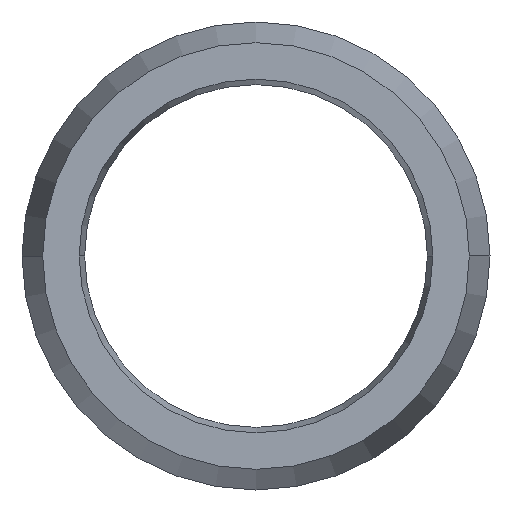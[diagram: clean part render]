
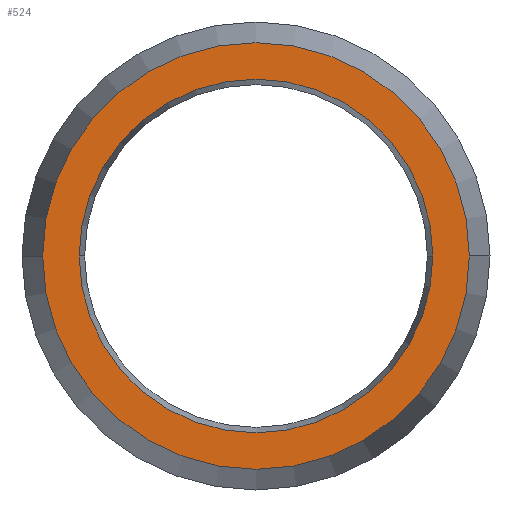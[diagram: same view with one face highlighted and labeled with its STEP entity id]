
A CAD part, left-side view. The second image highlights one B-rep face of the part: STEP entity #524.
In plain terms, the highlighted planar face has unit normal (-1, 0, 0).
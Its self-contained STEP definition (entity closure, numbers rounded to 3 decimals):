
#24 = ORIENTED_EDGE ( 'NONE', *, *, #254, .T. ) ;
#43 = CARTESIAN_POINT ( 'NONE',  ( -93.547, 0., 0. ) ) ;
#51 = AXIS2_PLACEMENT_3D ( 'NONE', #640, #770, #80 ) ;
#74 = AXIS2_PLACEMENT_3D ( 'NONE', #471, #669, #168 ) ;
#75 = FACE_BOUND ( 'NONE', #573, .T. ) ;
#80 = DIRECTION ( 'NONE',  ( 0., -1., 0. ) ) ;
#81 = CARTESIAN_POINT ( 'NONE',  ( -93.547, -32.5, 0. ) ) ;
#123 = VERTEX_POINT ( 'NONE', #717 ) ;
#151 = CARTESIAN_POINT ( 'NONE',  ( -93.547, -39.196, 0. ) ) ;
#168 = DIRECTION ( 'NONE',  ( 0., -1., 0. ) ) ;
#169 = DIRECTION ( 'NONE',  ( -1., 0., 0. ) ) ;
#176 = VERTEX_POINT ( 'NONE', #81 ) ;
#219 = CIRCLE ( 'NONE', #740, 39.196 ) ;
#225 = EDGE_CURVE ( 'NONE', #176, #123, #792, .T. ) ;
#249 = ORIENTED_EDGE ( 'NONE', *, *, #378, .T. ) ;
#254 = EDGE_CURVE ( 'NONE', #763, #300, #324, .T. ) ;
#258 = EDGE_CURVE ( 'NONE', #123, #176, #574, .T. ) ;
#263 = EDGE_LOOP ( 'NONE', ( #249, #24 ) ) ;
#289 = DIRECTION ( 'NONE',  ( -1., 0., 0. ) ) ;
#300 = VERTEX_POINT ( 'NONE', #804 ) ;
#324 = CIRCLE ( 'NONE', #650, 39.196 ) ;
#366 = DIRECTION ( 'NONE',  ( -1., 0., 0. ) ) ;
#373 = ORIENTED_EDGE ( 'NONE', *, *, #225, .F. ) ;
#378 = EDGE_CURVE ( 'NONE', #300, #763, #219, .T. ) ;
#471 = CARTESIAN_POINT ( 'NONE',  ( -93.547, 0., 0. ) ) ;
#514 = FACE_OUTER_BOUND ( 'NONE', #263, .T. ) ;
#524 = ADVANCED_FACE ( 'NONE', ( #514, #75 ), #700, .T. ) ;
#543 = DIRECTION ( 'NONE',  ( 0., -1., 0. ) ) ;
#573 = EDGE_LOOP ( 'NONE', ( #373, #680 ) ) ;
#574 = CIRCLE ( 'NONE', #791, 32.5 ) ;
#606 = CARTESIAN_POINT ( 'NONE',  ( -93.547, 0., 0. ) ) ;
#640 = CARTESIAN_POINT ( 'NONE',  ( -93.547, 0., 0. ) ) ;
#650 = AXIS2_PLACEMENT_3D ( 'NONE', #752, #366, #741 ) ;
#669 = DIRECTION ( 'NONE',  ( -1., 0., 0. ) ) ;
#680 = ORIENTED_EDGE ( 'NONE', *, *, #258, .F. ) ;
#689 = DIRECTION ( 'NONE',  ( 0., -1., 0. ) ) ;
#700 = PLANE ( 'NONE',  #51 ) ;
#717 = CARTESIAN_POINT ( 'NONE',  ( -93.547, 32.5, 0. ) ) ;
#740 = AXIS2_PLACEMENT_3D ( 'NONE', #606, #169, #689 ) ;
#741 = DIRECTION ( 'NONE',  ( 0., -1., 0. ) ) ;
#752 = CARTESIAN_POINT ( 'NONE',  ( -93.547, 0., 0. ) ) ;
#763 = VERTEX_POINT ( 'NONE', #151 ) ;
#770 = DIRECTION ( 'NONE',  ( -1., 0., 0. ) ) ;
#791 = AXIS2_PLACEMENT_3D ( 'NONE', #43, #289, #543 ) ;
#792 = CIRCLE ( 'NONE', #74, 32.5 ) ;
#804 = CARTESIAN_POINT ( 'NONE',  ( -93.547, 39.196, 0. ) ) ;
